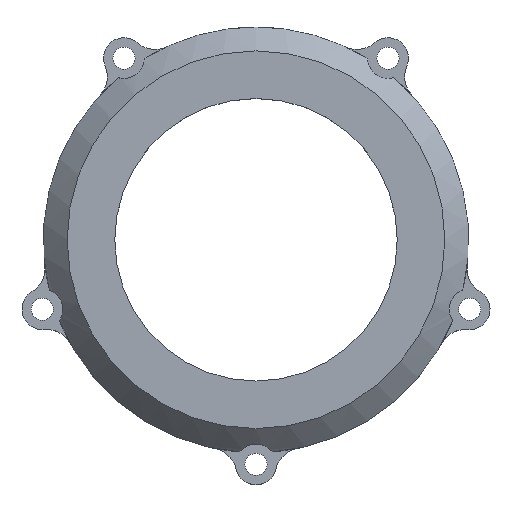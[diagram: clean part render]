
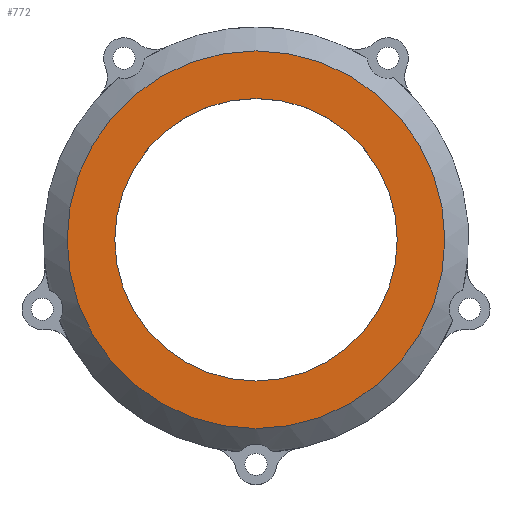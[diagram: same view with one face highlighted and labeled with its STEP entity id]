
A CAD part, top view. The second image highlights one B-rep face of the part: STEP entity #772.
In plain terms, the highlighted planar face has unit normal (0, 0, 1).
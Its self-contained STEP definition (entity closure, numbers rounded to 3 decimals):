
#141=FACE_BOUND('',#234,.T.);
#180=FACE_OUTER_BOUND('',#233,.T.);
#233=EDGE_LOOP('',(#716));
#234=EDGE_LOOP('',(#717));
#306=CIRCLE('',#896,27.75);
#307=CIRCLE('',#898,20.756);
#382=VERTEX_POINT('',#1452);
#383=VERTEX_POINT('',#1456);
#494=EDGE_CURVE('',#382,#382,#306,.T.);
#495=EDGE_CURVE('',#383,#383,#307,.T.);
#716=ORIENTED_EDGE('',*,*,#494,.F.);
#717=ORIENTED_EDGE('',*,*,#495,.T.);
#733=PLANE('',#897);
#772=ADVANCED_FACE('',(#180,#141),#733,.T.);
#896=AXIS2_PLACEMENT_3D('',#1454,#1153,#1154);
#897=AXIS2_PLACEMENT_3D('',#1455,#1155,#1156);
#898=AXIS2_PLACEMENT_3D('',#1457,#1157,#1158);
#1153=DIRECTION('center_axis',(0.,0.,-1.));
#1154=DIRECTION('ref_axis',(0.,-1.,0.));
#1155=DIRECTION('center_axis',(0.,0.,1.));
#1156=DIRECTION('ref_axis',(1.,0.,0.));
#1157=DIRECTION('center_axis',(0.,0.,-1.));
#1158=DIRECTION('ref_axis',(1.,0.,0.));
#1452=CARTESIAN_POINT('',(0.,27.75,49.));
#1454=CARTESIAN_POINT('Origin',(0.,0.,49.));
#1455=CARTESIAN_POINT('Origin',(0.,31.25,49.));
#1456=CARTESIAN_POINT('',(0.,-20.756,49.));
#1457=CARTESIAN_POINT('Origin',(0.,0.,49.));
